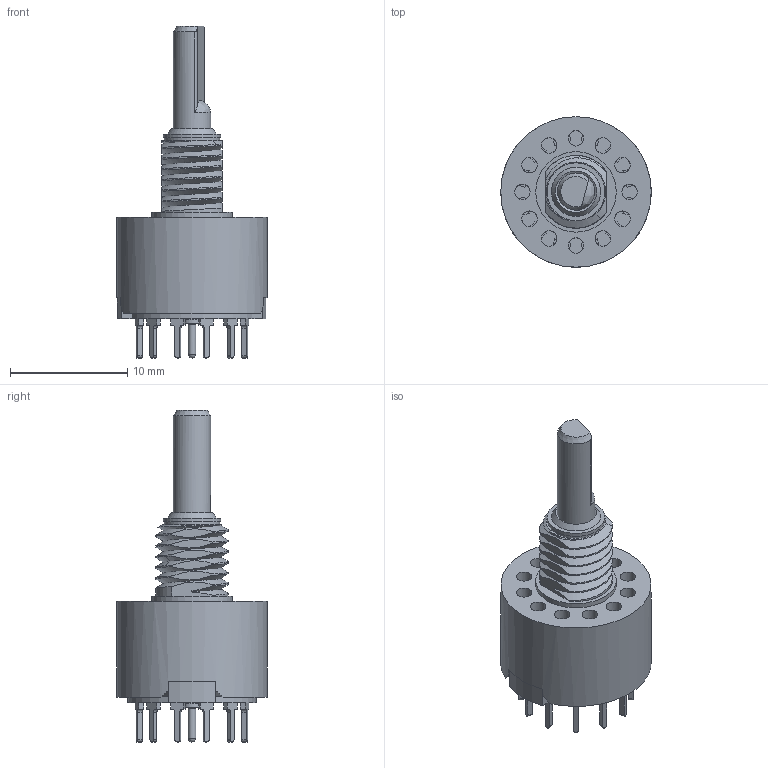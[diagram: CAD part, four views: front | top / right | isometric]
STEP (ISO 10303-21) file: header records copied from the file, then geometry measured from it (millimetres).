
FILE_DESCRIPTION(/* description */ (''),/* implementation_level */ '2;1');
FILE_NAME(/* name */ '56DP30-01-1-AJN.step',/* time_stamp */ '2023-06-23T07:53:40-04:00',/* author */ (''),/* organization */ (''),/* preprocessor_version */ 'ST-DEVELOPER v19.2',/* originating_system */ 'Autodesk Translation Framework v12.6.0.85',/* authorisation */ '');
FILE_SCHEMA (('AUTOMOTIVE_DESIGN { 1 0 10303 214 3 1 1 }'));
Length unit declared in the file: inch
Products named in the file (1): 56dp30-01-1-ajn
Bounding box: 12.83 x 12.83 x 28.3 mm (x, y, z)
Volume: 128.6 mm3; surface area: 1613.8 mm2
Topology: 1 solids, 32 shells, 338 faces, 1109 edges, 807 vertices
Faces by surface type: plane 175, cylinder 118, cone 19, torus 18, bspline 7, sphere 1
Full cylindrical faces by diameter (mm): 0.635 x1, 1.321 x12, 1.575 x1, 3.175 x1, 4.572 x1, 4.75 x1, 4.928 x1, 6.858 x1, 10.566 x1, 11.405 x1, 12.827 x1
Entity records: 15425 total; most frequent: CARTESIAN_POINT 5375, ORIENTED_EDGE 1976, DIRECTION 1954, EDGE_CURVE 1108, VERTEX_POINT 807, LINE 664, VECTOR 664, AXIS2_PLACEMENT_3D 645
